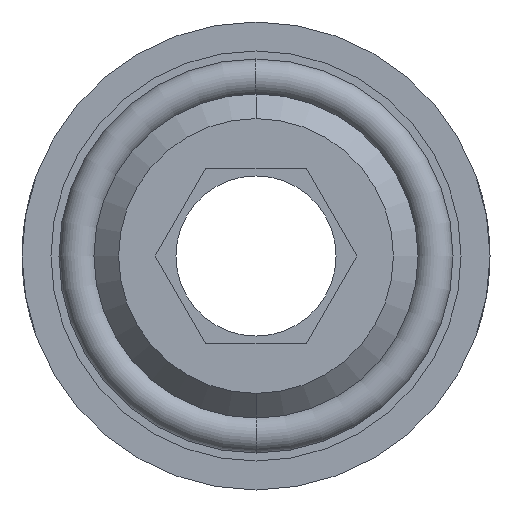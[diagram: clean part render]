
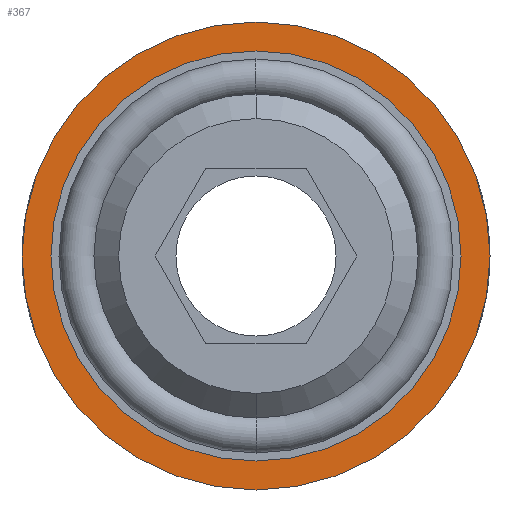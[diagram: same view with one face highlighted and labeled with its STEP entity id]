
A CAD part, front view. The second image highlights one B-rep face of the part: STEP entity #367.
In plain terms, the highlighted planar face has unit normal (0, -1, 0).
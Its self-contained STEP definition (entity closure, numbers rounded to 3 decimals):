
#39 = EDGE_CURVE ( 'NONE', #1672, #675, #667, .T. ) ;
#138 = ORIENTED_EDGE ( 'NONE', *, *, #39, .T. ) ;
#143 = DIRECTION ( 'NONE',  ( 0., -1., 0. ) ) ;
#154 = CARTESIAN_POINT ( 'NONE',  ( 0., 9., 0. ) ) ;
#155 = CARTESIAN_POINT ( 'NONE',  ( 0., 9., 0. ) ) ;
#192 = DIRECTION ( 'NONE',  ( 0., 0., -1. ) ) ;
#197 = CARTESIAN_POINT ( 'NONE',  ( 0., 9., 0. ) ) ;
#240 = AXIS2_PLACEMENT_3D ( 'NONE', #155, #143, #449 ) ;
#259 = EDGE_LOOP ( 'NONE', ( #138, #1524 ) ) ;
#271 = AXIS2_PLACEMENT_3D ( 'NONE', #1258, #665, #1111 ) ;
#311 = EDGE_LOOP ( 'NONE', ( #386, #764 ) ) ;
#329 = DIRECTION ( 'NONE',  ( 0., -1., 0. ) ) ;
#334 = CARTESIAN_POINT ( 'NONE',  ( 0., 9., 9.5 ) ) ;
#367 = ADVANCED_FACE ( 'NONE', ( #461, #474 ), #1690, .T. ) ;
#386 = ORIENTED_EDGE ( 'NONE', *, *, #1723, .F. ) ;
#449 = DIRECTION ( 'NONE',  ( 0., 0., -1. ) ) ;
#461 = FACE_BOUND ( 'NONE', #311, .T. ) ;
#474 = FACE_OUTER_BOUND ( 'NONE', #259, .T. ) ;
#529 = VERTEX_POINT ( 'NONE', #1613 ) ;
#558 = VERTEX_POINT ( 'NONE', #1370 ) ;
#632 = EDGE_CURVE ( 'NONE', #675, #1672, #1166, .T. ) ;
#637 = AXIS2_PLACEMENT_3D ( 'NONE', #881, #1439, #192 ) ;
#665 = DIRECTION ( 'NONE',  ( 0., -1., 0. ) ) ;
#667 = CIRCLE ( 'NONE', #637, 9.5 ) ;
#675 = VERTEX_POINT ( 'NONE', #334 ) ;
#708 = DIRECTION ( 'NONE',  ( 0., -1., 0. ) ) ;
#738 = DIRECTION ( 'NONE',  ( 0., 0., -1. ) ) ;
#764 = ORIENTED_EDGE ( 'NONE', *, *, #1362, .F. ) ;
#881 = CARTESIAN_POINT ( 'NONE',  ( 0., 9., 0. ) ) ;
#960 = AXIS2_PLACEMENT_3D ( 'NONE', #197, #329, #738 ) ;
#1106 = CIRCLE ( 'NONE', #271, 8.325 ) ;
#1111 = DIRECTION ( 'NONE',  ( 0., 0., -1. ) ) ;
#1166 = CIRCLE ( 'NONE', #1626, 9.5 ) ;
#1258 = CARTESIAN_POINT ( 'NONE',  ( 0., 9., 0. ) ) ;
#1313 = CIRCLE ( 'NONE', #240, 8.325 ) ;
#1343 = CARTESIAN_POINT ( 'NONE',  ( 0., 9., -9.5 ) ) ;
#1362 = EDGE_CURVE ( 'NONE', #558, #529, #1106, .T. ) ;
#1370 = CARTESIAN_POINT ( 'NONE',  ( 0., 9., 8.325 ) ) ;
#1439 = DIRECTION ( 'NONE',  ( 0., -1., 0. ) ) ;
#1524 = ORIENTED_EDGE ( 'NONE', *, *, #632, .T. ) ;
#1613 = CARTESIAN_POINT ( 'NONE',  ( 0., 9., -8.325 ) ) ;
#1626 = AXIS2_PLACEMENT_3D ( 'NONE', #154, #708, #1706 ) ;
#1672 = VERTEX_POINT ( 'NONE', #1343 ) ;
#1690 = PLANE ( 'NONE',  #960 ) ;
#1706 = DIRECTION ( 'NONE',  ( 0., 0., -1. ) ) ;
#1723 = EDGE_CURVE ( 'NONE', #529, #558, #1313, .T. ) ;
